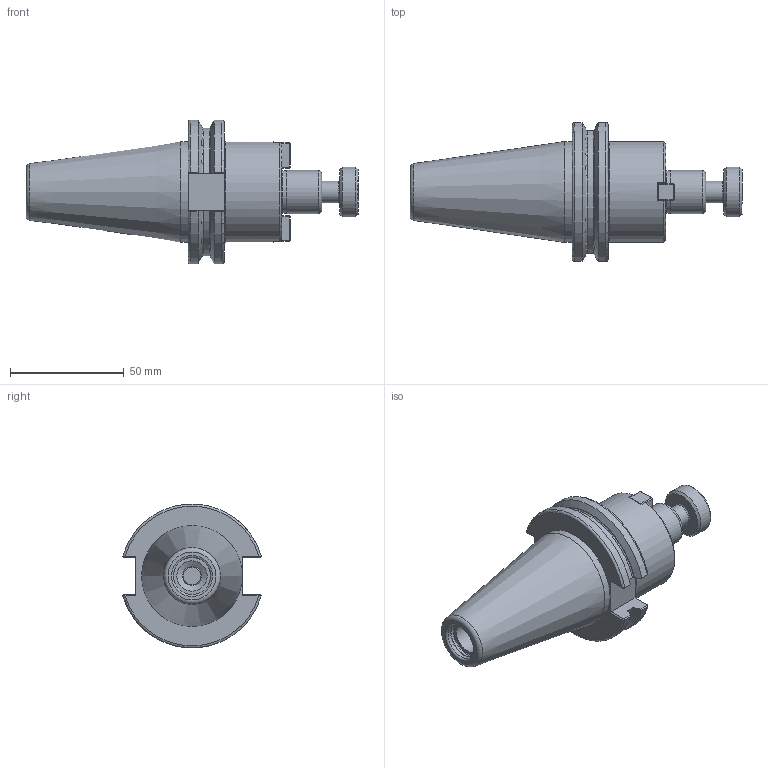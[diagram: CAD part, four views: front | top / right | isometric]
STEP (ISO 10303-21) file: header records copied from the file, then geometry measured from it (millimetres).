
FILE_DESCRIPTION(/* description */ (''),/* implementation_level */ '2;1');
FILE_NAME(/* name */ 'CAT40-SM075-0175.stp',/* time_stamp */ '2019-07-23T14:58:03-05:00',/* author */ ('ldfli'),/* organization */ ('Pioneer N.A.'),/* preprocessor_version */ 'ST-DEVELOPER v18',/* originating_system */ 'Autodesk Inventor LT',/* authorisation */ '');
FILE_SCHEMA (('AUTOMOTIVE_DESIGN { 1 0 10303 214 3 1 1 }'));
Length unit declared in the file: millimetre
Products named in the file (1): CAT40-SM075-0175
Bounding box: 146.25 x 61.14 x 63.31 mm (x, y, z)
Volume: 146501.6 mm3; surface area: 29888 mm2
Topology: 4 solids, 4 shells, 208 faces, 517 edges, 334 vertices
Faces by surface type: plane 126, cylinder 32, cone 19, bspline 16, torus 15
Full cylindrical faces by diameter (mm): 2.459 x2, 3 x2, 3.3 x2, 5.5 x2, 5.8 x2, 8.382 x1, 9.53 x1, 10 x1, 13 x1, 13.386 x1, 16.3 x1, 16.8 x1, 18.55 x1, 19.05 x1, 22 x1, 44.45 x2
Entity records: 6890 total; most frequent: CARTESIAN_POINT 1946, ORIENTED_EDGE 1028, DIRECTION 998, EDGE_CURVE 514, AXIS2_PLACEMENT_3D 352, VERTEX_POINT 334, LINE 294, VECTOR 294
